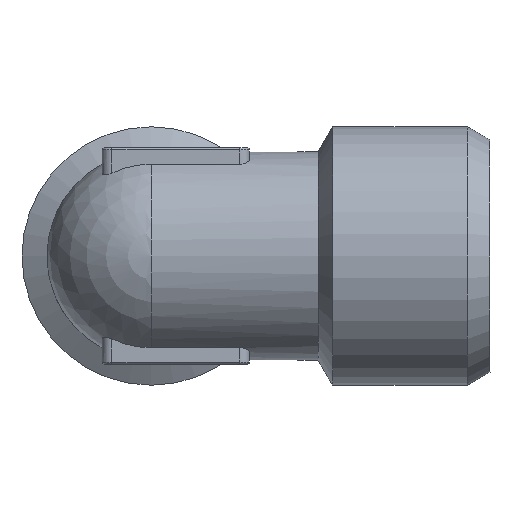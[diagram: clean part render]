
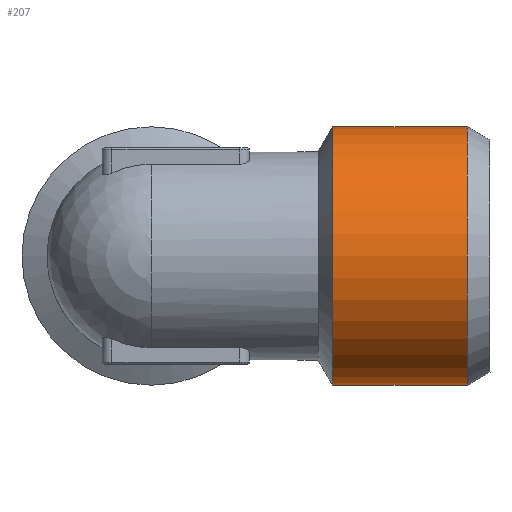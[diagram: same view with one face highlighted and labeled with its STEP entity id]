
A CAD part, left-side view. The second image highlights one B-rep face of the part: STEP entity #207.
In plain terms, the highlighted cylindrical face has radius 13.157 mm (diameter 26.314 mm), a full revolution.
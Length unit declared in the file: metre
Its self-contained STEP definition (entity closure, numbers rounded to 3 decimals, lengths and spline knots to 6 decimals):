
#207 = ADVANCED_FACE( 'NONE', ( #434, #435 ), #436, .T. );
#434 = FACE_OUTER_BOUND( '', #672, .T. );
#435 = FACE_OUTER_BOUND( '', #673, .T. );
#436 = CYLINDRICAL_SURFACE( '', #674, 0.013157 );
#672 = EDGE_LOOP( '', ( #1408 ) );
#673 = EDGE_LOOP( '', ( #1409 ) );
#674 = AXIS2_PLACEMENT_3D( '', #1410, #1411, #1412 );
#1408 = ORIENTED_EDGE( '', *, *, #1707, .T. );
#1409 = ORIENTED_EDGE( '', *, *, #1719, .T. );
#1410 = CARTESIAN_POINT( '', ( 0., -0.017, 0. ) );
#1411 = DIRECTION( '', ( 0., -1., 0. ) );
#1412 = DIRECTION( '', ( 0., 0., 1. ) );
#1707 = EDGE_CURVE( 'NONE', #2026, #2026, #2027, .T. );
#1719 = EDGE_CURVE( 'NONE', #2040, #2040, #2041, .T. );
#2026 = VERTEX_POINT( '', #2698 );
#2027 = CIRCLE( '', #2699, 0.013157 );
#2040 = VERTEX_POINT( '', #2712 );
#2041 = CIRCLE( '', #2713, 0.013157 );
#2698 = CARTESIAN_POINT( '', ( 0., -0.018476, 0.013157 ) );
#2699 = AXIS2_PLACEMENT_3D( '', #2988, #2989, #2990 );
#2712 = CARTESIAN_POINT( '', ( 0., -0.0322, 0.013157 ) );
#2713 = AXIS2_PLACEMENT_3D( '', #3000, #3001, #3002 );
#2988 = CARTESIAN_POINT( '', ( 0., -0.018476, 0. ) );
#2989 = DIRECTION( '', ( 0., -1., 0. ) );
#2990 = DIRECTION( '', ( 0., 0., 1. ) );
#3000 = CARTESIAN_POINT( '', ( 0., -0.0322, 0. ) );
#3001 = DIRECTION( '', ( 0., 1., 0. ) );
#3002 = DIRECTION( '', ( 0., 0., 1. ) );
